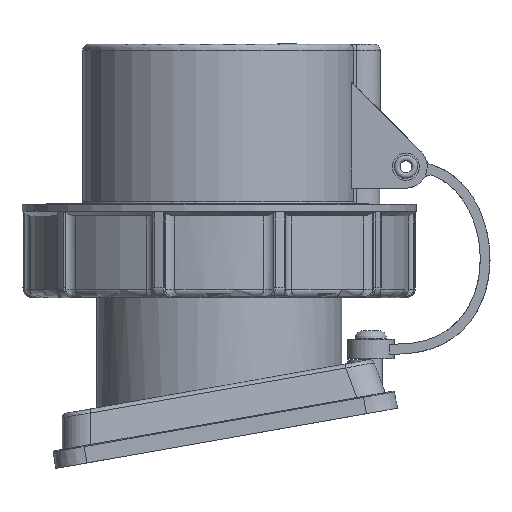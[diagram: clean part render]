
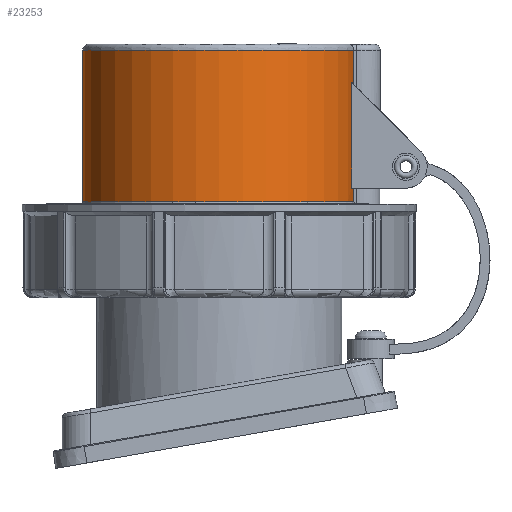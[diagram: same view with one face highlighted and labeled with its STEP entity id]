
A CAD part, left-side view. The second image highlights one B-rep face of the part: STEP entity #23253.
In plain terms, the highlighted cylindrical face has radius 35.1 mm (diameter 70.2 mm), a partial arc.
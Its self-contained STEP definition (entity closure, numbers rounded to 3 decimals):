
#332=ELLIPSE('',#24970,49.639,35.1);
#334=ELLIPSE('',#24972,49.639,35.1);
#2708=LINE('',#44416,#4469);
#2712=LINE('',#44423,#4473);
#2722=LINE('',#44476,#4483);
#2739=LINE('',#44546,#4500);
#2743=LINE('',#44561,#4504);
#2753=LINE('',#44599,#4514);
#4469=VECTOR('',#29894,10.);
#4473=VECTOR('',#29900,10.);
#4483=VECTOR('',#29928,10.);
#4500=VECTOR('',#29985,10.);
#4504=VECTOR('',#30003,10.);
#4514=VECTOR('',#30047,10.);
#5157=CIRCLE('',#24949,35.1);
#5161=CIRCLE('',#24967,35.1);
#5171=CIRCLE('',#24987,35.1);
#5178=CIRCLE('',#25005,35.1);
#5424=CYLINDRICAL_SURFACE('',#25004,35.1);
#6582=FACE_OUTER_BOUND('',#7915,.T.);
#7915=EDGE_LOOP('',(#20077,#20078,#20079,#20080,#20081,#20082,#20083,#20084,
#20085,#20086,#20087,#20088));
#10665=VERTEX_POINT('',#44377);
#10666=VERTEX_POINT('',#44394);
#10668=VERTEX_POINT('',#44414);
#10669=VERTEX_POINT('',#44419);
#10683=VERTEX_POINT('',#44474);
#10684=VERTEX_POINT('',#44475);
#10690=VERTEX_POINT('',#44491);
#10693=VERTEX_POINT('',#44501);
#10703=VERTEX_POINT('',#44528);
#10707=VERTEX_POINT('',#44544);
#10711=VERTEX_POINT('',#44557);
#10722=VERTEX_POINT('',#44597);
#13828=EDGE_CURVE('',#10666,#10665,#5157,.T.);
#13831=EDGE_CURVE('',#10666,#10668,#2708,.T.);
#13835=EDGE_CURVE('',#10669,#10665,#2712,.T.);
#13851=EDGE_CURVE('',#10683,#10684,#2722,.T.);
#13859=EDGE_CURVE('',#10684,#10690,#5161,.T.);
#13863=EDGE_CURVE('',#10668,#10683,#332,.T.);
#13865=EDGE_CURVE('',#10693,#10669,#334,.T.);
#13882=EDGE_CURVE('',#10703,#10707,#2739,.T.);
#13889=EDGE_CURVE('',#10707,#10711,#5171,.T.);
#13890=EDGE_CURVE('',#10711,#10693,#2743,.T.);
#13907=EDGE_CURVE('',#10703,#10722,#5178,.T.);
#13908=EDGE_CURVE('',#10690,#10722,#2753,.T.);
#20077=ORIENTED_EDGE('',*,*,#13907,.F.);
#20078=ORIENTED_EDGE('',*,*,#13882,.T.);
#20079=ORIENTED_EDGE('',*,*,#13889,.T.);
#20080=ORIENTED_EDGE('',*,*,#13890,.T.);
#20081=ORIENTED_EDGE('',*,*,#13865,.T.);
#20082=ORIENTED_EDGE('',*,*,#13835,.T.);
#20083=ORIENTED_EDGE('',*,*,#13828,.F.);
#20084=ORIENTED_EDGE('',*,*,#13831,.T.);
#20085=ORIENTED_EDGE('',*,*,#13863,.T.);
#20086=ORIENTED_EDGE('',*,*,#13851,.T.);
#20087=ORIENTED_EDGE('',*,*,#13859,.T.);
#20088=ORIENTED_EDGE('',*,*,#13908,.T.);
#23253=ADVANCED_FACE('',(#6582),#5424,.T.);
#24949=AXIS2_PLACEMENT_3D('',#44409,#29886,#29887);
#24967=AXIS2_PLACEMENT_3D('',#44492,#29943,#29944);
#24970=AXIS2_PLACEMENT_3D('',#44499,#29951,#29952);
#24972=AXIS2_PLACEMENT_3D('',#44502,#29955,#29956);
#24987=AXIS2_PLACEMENT_3D('',#44559,#29999,#30000);
#25004=AXIS2_PLACEMENT_3D('',#44596,#30043,#30044);
#25005=AXIS2_PLACEMENT_3D('',#44598,#30045,#30046);
#29886=DIRECTION('center_axis',(0.,0.,
1.));
#29887=DIRECTION('ref_axis',(0.,1.,0.));
#29894=DIRECTION('',(0.,0.,-1.));
#29900=DIRECTION('',(0.,0.,1.));
#29928=DIRECTION('',(0.,0.,-1.));
#29943=DIRECTION('center_axis',(0.,0.,
-1.));
#29944=DIRECTION('ref_axis',(0.171,0.985,0.));
#29951=DIRECTION('center_axis',(0.,-0.707,
0.707));
#29952=DIRECTION('ref_axis',(0.,0.707,0.707));
#29955=DIRECTION('center_axis',(0.,-0.707,
0.707));
#29956=DIRECTION('ref_axis',(0.,0.707,0.707));
#29985=DIRECTION('',(0.,0.,1.));
#29999=DIRECTION('center_axis',(0.,0.,
-1.));
#30000=DIRECTION('ref_axis',(0.171,0.985,0.));
#30003=DIRECTION('',(0.,0.,1.));
#30043=DIRECTION('center_axis',(0.,0.,
-1.));
#30044=DIRECTION('ref_axis',(0.171,0.985,0.));
#30045=DIRECTION('center_axis',(0.,0.,
-1.));
#30046=DIRECTION('ref_axis',(0.,1.,0.));
#30047=DIRECTION('',(0.,0.,-1.));
#44377=CARTESIAN_POINT('',(-6.,-34.583,8.15));
#44394=CARTESIAN_POINT('',(6.,-34.583,8.15));
#44409=CARTESIAN_POINT('Origin',(0.,0.,
8.15));
#44414=CARTESIAN_POINT('',(6.,-34.583,-0.655));
#44416=CARTESIAN_POINT('',(6.,-34.583,9.65));
#44419=CARTESIAN_POINT('',(-6.,-34.583,-0.655));
#44423=CARTESIAN_POINT('',(-6.,-34.583,9.65));
#44474=CARTESIAN_POINT('',(8.5,-34.055,-0.127));
#44475=CARTESIAN_POINT('',(8.5,-34.055,-27.35));
#44476=CARTESIAN_POINT('',(8.5,-34.055,9.65));
#44491=CARTESIAN_POINT('',(6.,-34.583,-27.35));
#44492=CARTESIAN_POINT('Origin',(0.,0.,
-27.35));
#44499=CARTESIAN_POINT('Origin',(0.,0.,
33.928));
#44501=CARTESIAN_POINT('',(-8.5,-34.055,-0.127));
#44502=CARTESIAN_POINT('Origin',(0.,0.,
33.928));
#44528=CARTESIAN_POINT('',(-6.,-34.583,-30.85));
#44544=CARTESIAN_POINT('',(-6.,-34.583,-27.35));
#44546=CARTESIAN_POINT('',(-6.,-34.583,9.65));
#44557=CARTESIAN_POINT('',(-8.5,-34.055,-27.35));
#44559=CARTESIAN_POINT('Origin',(0.,0.,
-27.35));
#44561=CARTESIAN_POINT('',(-8.5,-34.055,9.65));
#44596=CARTESIAN_POINT('Origin',(0.,0.,
9.65));
#44597=CARTESIAN_POINT('',(6.,-34.583,-30.85));
#44598=CARTESIAN_POINT('Origin',(0.,0.,
-30.85));
#44599=CARTESIAN_POINT('',(6.,-34.583,9.65));
